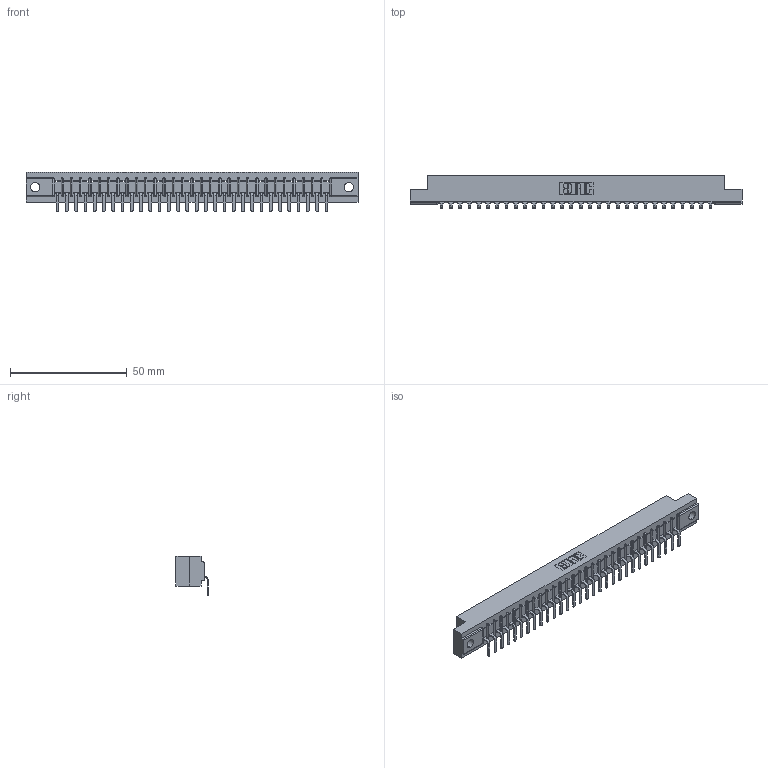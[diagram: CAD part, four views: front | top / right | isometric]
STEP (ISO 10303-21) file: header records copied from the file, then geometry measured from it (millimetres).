
FILE_DESCRIPTION (( 'STEP AP203' ), '1' );
FILE_NAME ('357-030-559-104.STEP', '2022-07-12T21:19:30', ( '' ), ( '' ), 'SwSTEP 2.0', 'SolidWorks 2020', '' );
FILE_SCHEMA (( 'CONFIG_CONTROL_DESIGN' ));
Length unit declared in the file: inch
Products named in the file (3): 307 Part_.156 Dia Mounting Holes; 307-290-001_558 559 - 1 (Single); 357-030-559-104
Assembly tree (31 placements, depth 2):
  357-030-559-104
    307 Part_.156 Dia Mounting Holes
    307-290-001_558 559 - 1 (Single)  x30
Bounding box: 141.88 x 13.7 x 16.8 mm (x, y, z)
Volume: 14571.3 mm3; surface area: 15186.3 mm2
Topology: 31 solids, 31 shells, 1963 faces, 5579 edges, 3594 vertices
Faces by surface type: plane 1254, cylinder 647, sphere 62
Entity records: 27720 total; most frequent: CARTESIAN_POINT 4670, ORIENTED_EDGE 4654, DIRECTION 4541, EDGE_CURVE 2327, LINE 1787, VECTOR 1787, VERTEX_POINT 1506, AXIS2_PLACEMENT_3D 1377
